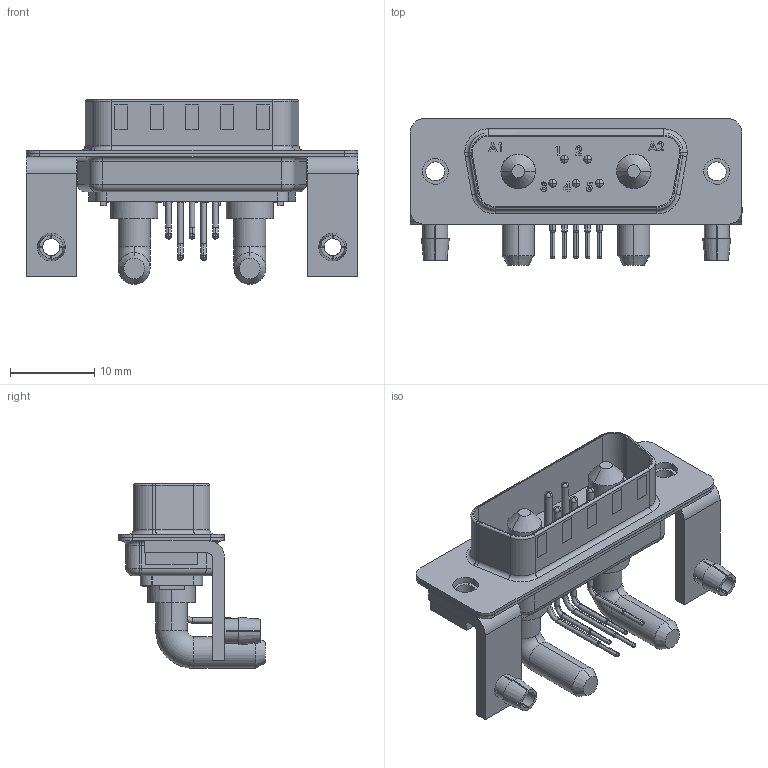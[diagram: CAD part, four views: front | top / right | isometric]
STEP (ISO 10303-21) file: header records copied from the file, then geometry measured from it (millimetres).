
FILE_DESCRIPTION(('CATIA V5 STEP Exchange'),'2;1');
FILE_NAME('684M7W2103L461.stp','2021-10-24T23:23:16+00:00',('none'),('none'),'CATIA Version 5 Release 17 (IN-10)','CATIA V5 STEP AP214','none');
FILE_SCHEMA(('AUTOMOTIVE_DESIGN { 1 0 10303 214 1 1 1 1 }'));
Length unit declared in the file: millimetre
Products named in the file (1): 684M7W2103L461
Bounding box: 39.29 x 17.35 x 21.87 mm (x, y, z)
Volume: 2925.2 mm3; surface area: 3708 mm2
Topology: 1 solids, 1 shells, 673 faces, 1722 edges, 1086 vertices
Faces by surface type: plane 361, cylinder 142, bspline 66, sphere 40, torus 38, cone 26
Entity records: 28931 total; most frequent: CARTESIAN_POINT 10116, ORIENTED_EDGE 3364, DIRECTION 2473, EDGE_CURVE 1682, VERTEX_POINT 1086, VECTOR 995, LINE 995, AXIS2_PLACEMENT_3D 872
